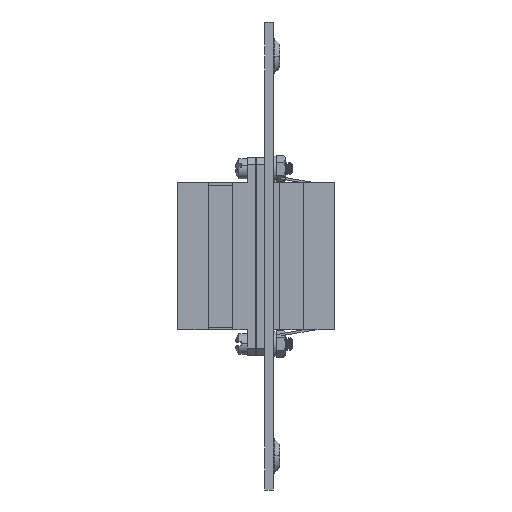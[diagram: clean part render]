
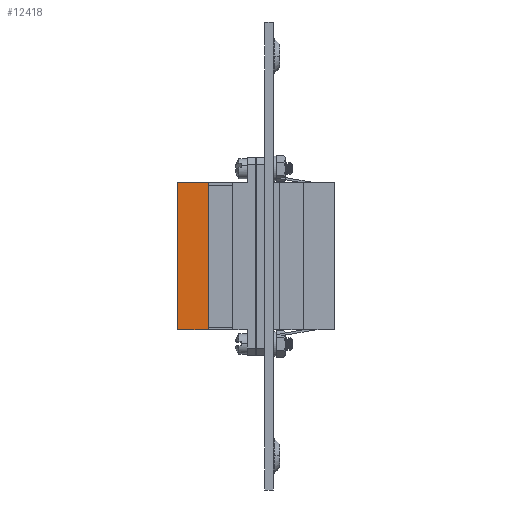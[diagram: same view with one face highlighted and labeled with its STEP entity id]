
A CAD part, left-side view. The second image highlights one B-rep face of the part: STEP entity #12418.
In plain terms, the highlighted face is planar.
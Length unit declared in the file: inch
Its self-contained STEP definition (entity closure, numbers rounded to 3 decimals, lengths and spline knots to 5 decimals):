
#111 = VECTOR ( 'NONE', #14222, 39.37008 ) ;
#135 = VERTEX_POINT ( 'NONE', #6452 ) ;
#634 = DIRECTION ( 'NONE',  ( 0., 1., 0. ) ) ;
#1734 = LINE ( 'NONE', #17382, #9144 ) ;
#1772 = EDGE_LOOP ( 'NONE', ( #17419, #17917, #7810, #4916 ) ) ;
#2717 = PLANE ( 'NONE',  #9661 ) ;
#2813 = CARTESIAN_POINT ( 'NONE',  ( -0.5075, -0.33, 0.1825 ) ) ;
#3432 = VERTEX_POINT ( 'NONE', #6021 ) ;
#3830 = LINE ( 'NONE', #5835, #111 ) ;
#3883 = VERTEX_POINT ( 'NONE', #12910 ) ;
#4102 = CARTESIAN_POINT ( 'NONE',  ( -0.5075, -0.54, 0.1825 ) ) ;
#4137 = DIRECTION ( 'NONE',  ( -1., 0., 0. ) ) ;
#4253 = DIRECTION ( 'NONE',  ( 0., 1., 0. ) ) ;
#4722 = VERTEX_POINT ( 'NONE', #2813 ) ;
#4789 = CARTESIAN_POINT ( 'NONE',  ( -0.5075, -0.54, 0.1825 ) ) ;
#4916 = ORIENTED_EDGE ( 'NONE', *, *, #11741, .T. ) ;
#5835 = CARTESIAN_POINT ( 'NONE',  ( 0.5075, -0.33, 0.1825 ) ) ;
#5862 = EDGE_CURVE ( 'NONE', #135, #4722, #18002, .T. ) ;
#6021 = CARTESIAN_POINT ( 'NONE',  ( 0.5075, -0.33, 0.1825 ) ) ;
#6452 = CARTESIAN_POINT ( 'NONE',  ( -0.5075, -0.54, 0.1825 ) ) ;
#6546 = FACE_OUTER_BOUND ( 'NONE', #1772, .T. ) ;
#7810 = ORIENTED_EDGE ( 'NONE', *, *, #8638, .T. ) ;
#8190 = LINE ( 'NONE', #4789, #12326 ) ;
#8496 = EDGE_CURVE ( 'NONE', #3432, #4722, #3830, .T. ) ;
#8638 = EDGE_CURVE ( 'NONE', #135, #3883, #8190, .T. ) ;
#9144 = VECTOR ( 'NONE', #634, 39.37008 ) ;
#9661 = AXIS2_PLACEMENT_3D ( 'NONE', #11076, #12484, #4137 ) ;
#10971 = VECTOR ( 'NONE', #4253, 39.37008 ) ;
#11076 = CARTESIAN_POINT ( 'NONE',  ( -0.6825, 0.06, 0.1825 ) ) ;
#11741 = EDGE_CURVE ( 'NONE', #3883, #3432, #1734, .T. ) ;
#12326 = VECTOR ( 'NONE', #17253, 39.37008 ) ;
#12418 = ADVANCED_FACE ( 'NONE', ( #6546 ), #2717, .F. ) ;
#12484 = DIRECTION ( 'NONE',  ( 0., 0., -1. ) ) ;
#12910 = CARTESIAN_POINT ( 'NONE',  ( 0.5075, -0.54, 0.1825 ) ) ;
#14222 = DIRECTION ( 'NONE',  ( -1., 0., 0. ) ) ;
#17253 = DIRECTION ( 'NONE',  ( 1., 0., 0. ) ) ;
#17382 = CARTESIAN_POINT ( 'NONE',  ( 0.5075, -0.54, 0.1825 ) ) ;
#17419 = ORIENTED_EDGE ( 'NONE', *, *, #8496, .T. ) ;
#17917 = ORIENTED_EDGE ( 'NONE', *, *, #5862, .F. ) ;
#18002 = LINE ( 'NONE', #4102, #10971 ) ;
